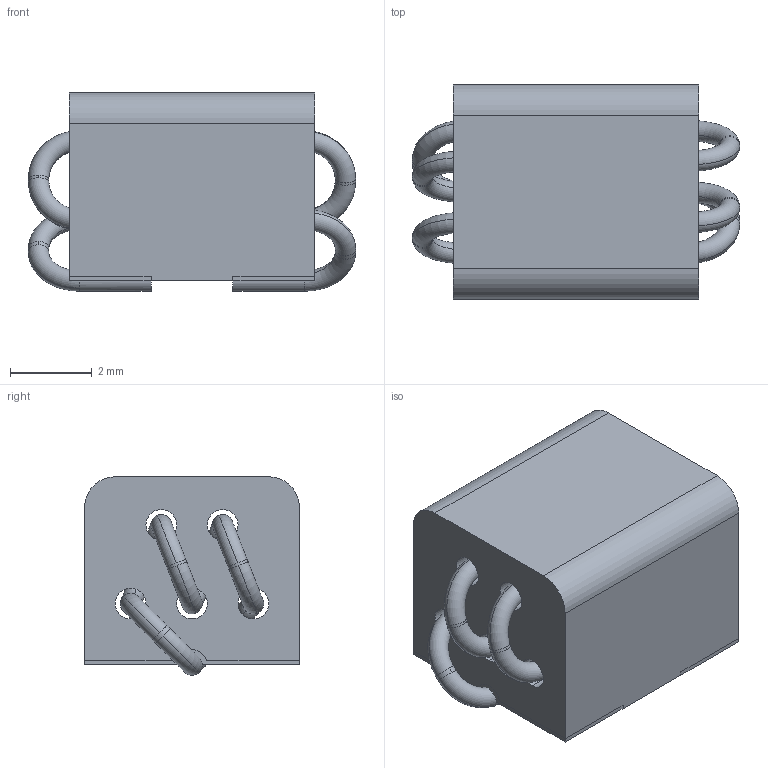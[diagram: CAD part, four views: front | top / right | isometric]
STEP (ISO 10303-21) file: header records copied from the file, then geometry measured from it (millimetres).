
FILE_DESCRIPTION((''),'2;1');
FILE_NAME('IND_WURTH_WE-SUKW_7427511.stp','2013-09-10T16:00:48',(''),(''),'Mechanical Desktop 2011','Mechanical Desktop 2011',', , ');
FILE_SCHEMA(('AUTOMOTIVE_DESIGN { 1 2 10303 214 1 1 1 1 }'));
Length unit declared in the file: millimetre
Products named in the file (1): Product
Bounding box: 8 x 5.25 x 4.85 mm (x, y, z)
Volume: 139.3 mm3; surface area: 355.8 mm2
Topology: 4 solids, 4 shells, 100 faces, 301 edges, 209 vertices
Faces by surface type: cylinder 43, plane 33, torus 24
Entity records: 3608 total; most frequent: DIRECTION 690, CARTESIAN_POINT 611, ORIENTED_EDGE 602, EDGE_CURVE 301, AXIS2_PLACEMENT_3D 288, VERTEX_POINT 209, CIRCLE 187, VECTOR 114
